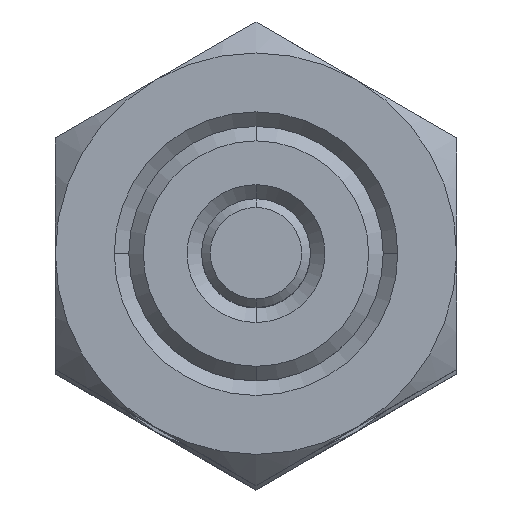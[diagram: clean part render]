
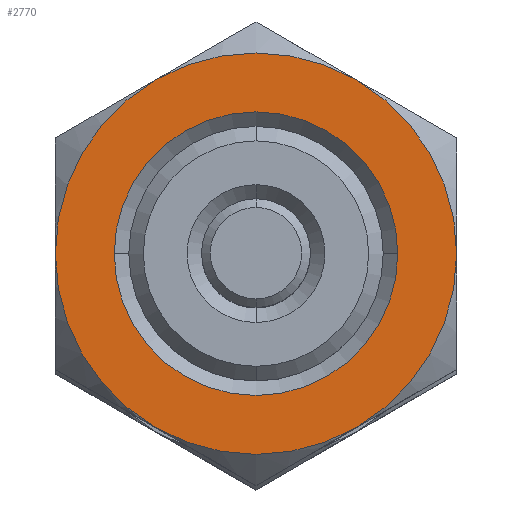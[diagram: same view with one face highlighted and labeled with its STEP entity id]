
A CAD part, top view. The second image highlights one B-rep face of the part: STEP entity #2770.
In plain terms, the highlighted planar face has unit normal (0, 0, 1).
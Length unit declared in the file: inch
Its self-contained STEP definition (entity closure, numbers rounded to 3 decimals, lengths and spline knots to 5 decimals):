
#55 = DIRECTION ( 'NONE',  ( 1., 0., 0. ) ) ;
#166 = DIRECTION ( 'NONE',  ( 0., 0., 1. ) ) ;
#177 = VERTEX_POINT ( 'NONE', #2852 ) ;
#203 = AXIS2_PLACEMENT_3D ( 'NONE', #798, #2978, #1102 ) ;
#205 = ORIENTED_EDGE ( 'NONE', *, *, #1422, .T. ) ;
#215 = VERTEX_POINT ( 'NONE', #3308 ) ;
#443 = CARTESIAN_POINT ( 'NONE',  ( 0., 0., 0.125 ) ) ;
#486 = ORIENTED_EDGE ( 'NONE', *, *, #2356, .T. ) ;
#518 = EDGE_CURVE ( 'NONE', #3654, #3489, #2968, .T. ) ;
#534 = DIRECTION ( 'NONE',  ( 0., 0., 1. ) ) ;
#566 = EDGE_CURVE ( 'NONE', #177, #1201, #2484, .T. ) ;
#584 = VERTEX_POINT ( 'NONE', #3357 ) ;
#607 = AXIS2_PLACEMENT_3D ( 'NONE', #2034, #166, #2344 ) ;
#619 = DIRECTION ( 'NONE',  ( 0., 0., 1. ) ) ;
#656 = AXIS2_PLACEMENT_3D ( 'NONE', #443, #2646, #762 ) ;
#762 = DIRECTION ( 'NONE',  ( 1., 0., 0. ) ) ;
#798 = CARTESIAN_POINT ( 'NONE',  ( 0., 0., 0.125 ) ) ;
#892 = ORIENTED_EDGE ( 'NONE', *, *, #518, .T. ) ;
#973 = FACE_BOUND ( 'NONE', #1871, .T. ) ;
#1102 = DIRECTION ( 'NONE',  ( 1., 0., 0. ) ) ;
#1193 = CIRCLE ( 'NONE', #2320, 0.345 ) ;
#1201 = VERTEX_POINT ( 'NONE', #1399 ) ;
#1329 = DIRECTION ( 'NONE',  ( 0., 0., 1. ) ) ;
#1350 = DIRECTION ( 'NONE',  ( 0., 0., 1. ) ) ;
#1399 = CARTESIAN_POINT ( 'NONE',  ( 0.1725, -0.29878, 0.125 ) ) ;
#1409 = ORIENTED_EDGE ( 'NONE', *, *, #1703, .T. ) ;
#1422 = EDGE_CURVE ( 'NONE', #2328, #3654, #3498, .T. ) ;
#1561 = VERTEX_POINT ( 'NONE', #3602 ) ;
#1652 = ORIENTED_EDGE ( 'NONE', *, *, #566, .T. ) ;
#1698 = DIRECTION ( 'NONE',  ( 0., 0., 1. ) ) ;
#1703 = EDGE_CURVE ( 'NONE', #215, #177, #3943, .T. ) ;
#1764 = AXIS2_PLACEMENT_3D ( 'NONE', #3239, #1350, #3559 ) ;
#1767 = AXIS2_PLACEMENT_3D ( 'NONE', #2496, #619, #2805 ) ;
#1871 = EDGE_LOOP ( 'NONE', ( #2756, #486 ) ) ;
#1911 = DIRECTION ( 'NONE',  ( 0., 0., -1. ) ) ;
#1974 = PLANE ( 'NONE',  #2257 ) ;
#2034 = CARTESIAN_POINT ( 'NONE',  ( 0., 0., 0.125 ) ) ;
#2063 = CIRCLE ( 'NONE', #656, 0.24375 ) ;
#2144 = CARTESIAN_POINT ( 'NONE',  ( -0.1725, 0.29878, 0.125 ) ) ;
#2257 = AXIS2_PLACEMENT_3D ( 'NONE', #3536, #1329, #2293 ) ;
#2293 = DIRECTION ( 'NONE',  ( 1., 0., 0. ) ) ;
#2320 = AXIS2_PLACEMENT_3D ( 'NONE', #3576, #1698, #3890 ) ;
#2328 = VERTEX_POINT ( 'NONE', #2854 ) ;
#2344 = DIRECTION ( 'NONE',  ( 1., 0., 0. ) ) ;
#2356 = EDGE_CURVE ( 'NONE', #584, #1561, #2063, .T. ) ;
#2397 = CIRCLE ( 'NONE', #3447, 0.24375 ) ;
#2408 = CARTESIAN_POINT ( 'NONE',  ( 0., 0., 0.125 ) ) ;
#2451 = ORIENTED_EDGE ( 'NONE', *, *, #3034, .T. ) ;
#2484 = CIRCLE ( 'NONE', #2807, 0.345 ) ;
#2496 = CARTESIAN_POINT ( 'NONE',  ( 0., 0., 0.125 ) ) ;
#2646 = DIRECTION ( 'NONE',  ( 0., 0., -1. ) ) ;
#2727 = DIRECTION ( 'NONE',  ( 1., 0., 0. ) ) ;
#2756 = ORIENTED_EDGE ( 'NONE', *, *, #3116, .T. ) ;
#2770 = ADVANCED_FACE ( 'NONE', ( #973, #3376 ), #1974, .T. ) ;
#2805 = DIRECTION ( 'NONE',  ( 1., 0., 0. ) ) ;
#2807 = AXIS2_PLACEMENT_3D ( 'NONE', #2408, #534, #2727 ) ;
#2837 = ORIENTED_EDGE ( 'NONE', *, *, #3305, .T. ) ;
#2852 = CARTESIAN_POINT ( 'NONE',  ( -0.1725, -0.29878, 0.125 ) ) ;
#2854 = CARTESIAN_POINT ( 'NONE',  ( 0.345, 0., 0.125 ) ) ;
#2968 = CIRCLE ( 'NONE', #1764, 0.345 ) ;
#2978 = DIRECTION ( 'NONE',  ( 0., 0., 1. ) ) ;
#3034 = EDGE_CURVE ( 'NONE', #3489, #215, #3432, .T. ) ;
#3116 = EDGE_CURVE ( 'NONE', #1561, #584, #2397, .T. ) ;
#3141 = EDGE_LOOP ( 'NONE', ( #2837, #205, #892, #2451, #1409, #1652 ) ) ;
#3239 = CARTESIAN_POINT ( 'NONE',  ( 0., 0., 0.125 ) ) ;
#3305 = EDGE_CURVE ( 'NONE', #1201, #2328, #1193, .T. ) ;
#3308 = CARTESIAN_POINT ( 'NONE',  ( -0.345, 0., 0.125 ) ) ;
#3357 = CARTESIAN_POINT ( 'NONE',  ( -0.24375, 0., 0.125 ) ) ;
#3376 = FACE_OUTER_BOUND ( 'NONE', #3141, .T. ) ;
#3432 = CIRCLE ( 'NONE', #1767, 0.345 ) ;
#3447 = AXIS2_PLACEMENT_3D ( 'NONE', #3792, #1911, #55 ) ;
#3489 = VERTEX_POINT ( 'NONE', #2144 ) ;
#3498 = CIRCLE ( 'NONE', #607, 0.345 ) ;
#3500 = CARTESIAN_POINT ( 'NONE',  ( 0.1725, 0.29878, 0.125 ) ) ;
#3536 = CARTESIAN_POINT ( 'NONE',  ( -0.345, 0.19919, 0.125 ) ) ;
#3559 = DIRECTION ( 'NONE',  ( 1., 0., 0. ) ) ;
#3576 = CARTESIAN_POINT ( 'NONE',  ( 0., 0., 0.125 ) ) ;
#3602 = CARTESIAN_POINT ( 'NONE',  ( 0.24375, 0., 0.125 ) ) ;
#3654 = VERTEX_POINT ( 'NONE', #3500 ) ;
#3792 = CARTESIAN_POINT ( 'NONE',  ( 0., 0., 0.125 ) ) ;
#3890 = DIRECTION ( 'NONE',  ( 1., 0., 0. ) ) ;
#3943 = CIRCLE ( 'NONE', #203, 0.345 ) ;
